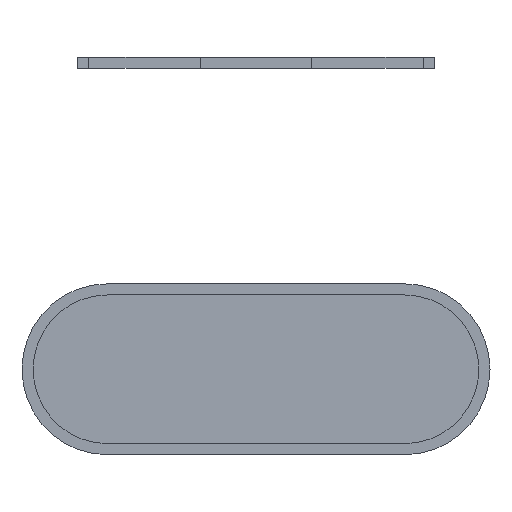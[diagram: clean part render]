
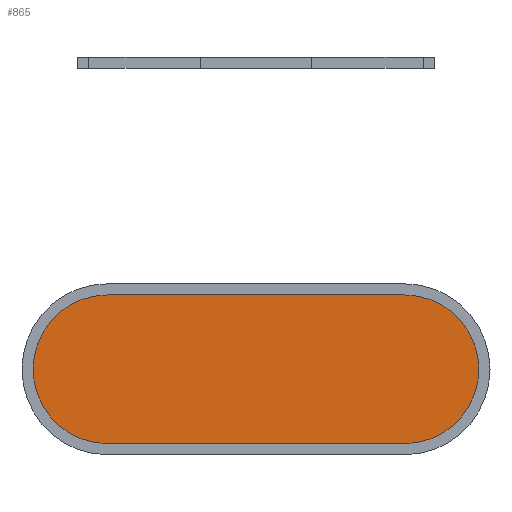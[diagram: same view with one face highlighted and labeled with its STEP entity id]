
A CAD part, front view. The second image highlights one B-rep face of the part: STEP entity #865.
In plain terms, the highlighted planar face has unit normal (0, -1, 0).
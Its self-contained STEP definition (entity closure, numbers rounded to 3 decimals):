
#416=CIRCLE('',#7016,20.);
#418=CIRCLE('',#7020,20.);
#865=ADVANCED_FACE('',(#1485),#1180,.T.);
#1180=PLANE('',#7022);
#1485=FACE_OUTER_BOUND('',#1815,.T.);
#1815=EDGE_LOOP('',(#3285,#3286,#3287,#3288));
#3285=ORIENTED_EDGE('',*,*,#4910,.T.);
#3286=ORIENTED_EDGE('',*,*,#4901,.T.);
#3287=ORIENTED_EDGE('',*,*,#4905,.T.);
#3288=ORIENTED_EDGE('',*,*,#4908,.T.);
#4091=VERTEX_POINT('',#10183);
#4092=VERTEX_POINT('',#10185);
#4094=VERTEX_POINT('',#10191);
#4096=VERTEX_POINT('',#10197);
#4901=EDGE_CURVE('',#4092,#4091,#5763,.T.);
#4905=EDGE_CURVE('',#4091,#4094,#416,.T.);
#4908=EDGE_CURVE('',#4094,#4096,#5768,.T.);
#4910=EDGE_CURVE('',#4096,#4092,#418,.T.);
#5763=LINE('',#10184,#6601);
#5768=LINE('',#10198,#6606);
#6601=VECTOR('',#8352,1.);
#6606=VECTOR('',#8365,1.);
#7016=AXIS2_PLACEMENT_3D('',#10192,#8359,#8360);
#7020=AXIS2_PLACEMENT_3D('',#10201,#8370,#8371);
#7022=AXIS2_PLACEMENT_3D('',#10203,#8374,#8375);
#8352=DIRECTION('',(1.,0.,0.));
#8359=DIRECTION('',(0.,-1.,0.));
#8360=DIRECTION('',(1.,0.,0.));
#8365=DIRECTION('',(-1.,0.,0.));
#8370=DIRECTION('',(0.,-1.,0.));
#8371=DIRECTION('',(1.,0.,0.));
#8374=DIRECTION('',(0.,-1.,0.));
#8375=DIRECTION('',(0.,0.,-1.));
#10183=CARTESIAN_POINT('',(40.,-3.,-20.));
#10184=CARTESIAN_POINT('',(-40.,-3.,-20.));
#10185=CARTESIAN_POINT('',(-40.,-3.,-20.));
#10191=CARTESIAN_POINT('',(40.,-3.,20.));
#10192=CARTESIAN_POINT('',(40.,-3.,0.));
#10197=CARTESIAN_POINT('',(-40.,-3.,20.));
#10198=CARTESIAN_POINT('',(40.,-3.,20.));
#10201=CARTESIAN_POINT('',(-40.,-3.,0.));
#10203=CARTESIAN_POINT('',(-40.,-3.,0.));
